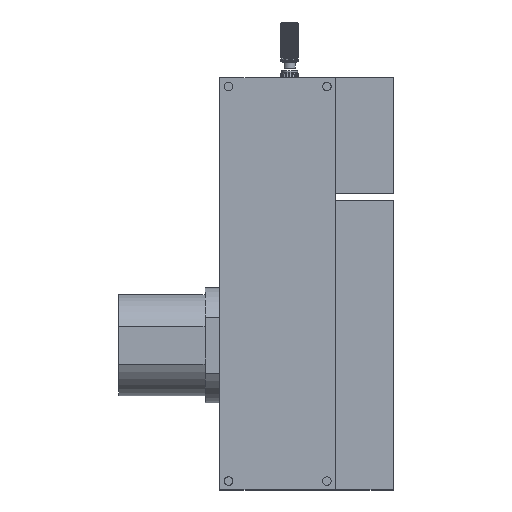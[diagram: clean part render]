
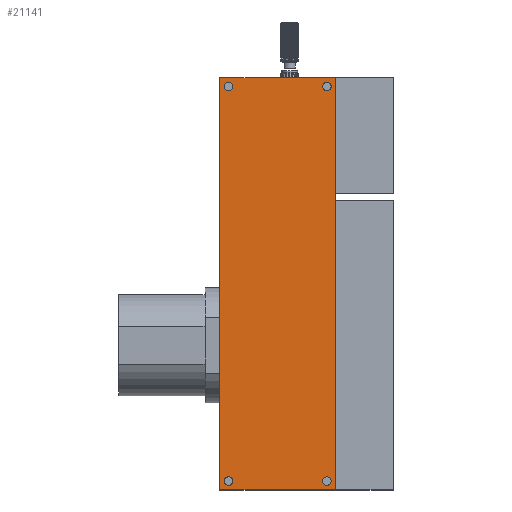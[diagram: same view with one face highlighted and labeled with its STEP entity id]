
A CAD part, top view. The second image highlights one B-rep face of the part: STEP entity #21141.
In plain terms, the highlighted planar face has unit normal (0, 0, 1).
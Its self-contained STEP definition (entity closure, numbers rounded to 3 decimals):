
#643=FACE_BOUND('',#3739,.T.);
#644=FACE_BOUND('',#3740,.T.);
#645=FACE_BOUND('',#3741,.T.);
#646=FACE_BOUND('',#3742,.T.);
#1389=PLANE('',#23048);
#2487=FACE_OUTER_BOUND('',#3738,.T.);
#3738=EDGE_LOOP('',(#18830,#18831,#18832,#18833));
#3739=EDGE_LOOP('',(#18834));
#3740=EDGE_LOOP('',(#18835));
#3741=EDGE_LOOP('',(#18836));
#3742=EDGE_LOOP('',(#18837));
#5662=LINE('',#35369,#7757);
#5667=LINE('',#35387,#7762);
#5670=LINE('',#35393,#7765);
#5673=LINE('',#35397,#7768);
#7757=VECTOR('',#28183,10.);
#7762=VECTOR('',#28202,10.);
#7765=VECTOR('',#28207,10.);
#7768=VECTOR('',#28212,10.);
#8609=CIRCLE('',#23034,1.5);
#8611=CIRCLE('',#23037,1.5);
#8613=CIRCLE('',#23041,1.5);
#8615=CIRCLE('',#23044,1.5);
#10362=VERTEX_POINT('',#35353);
#10364=VERTEX_POINT('',#35359);
#10367=VERTEX_POINT('',#35366);
#10368=VERTEX_POINT('',#35368);
#10370=VERTEX_POINT('',#35374);
#10372=VERTEX_POINT('',#35380);
#10374=VERTEX_POINT('',#35386);
#10376=VERTEX_POINT('',#35392);
#13210=EDGE_CURVE('',#10362,#10362,#8609,.T.);
#13213=EDGE_CURVE('',#10364,#10364,#8611,.T.);
#13216=EDGE_CURVE('',#10368,#10367,#5662,.T.);
#13220=EDGE_CURVE('',#10370,#10370,#8613,.T.);
#13223=EDGE_CURVE('',#10372,#10372,#8615,.T.);
#13225=EDGE_CURVE('',#10374,#10368,#5667,.T.);
#13228=EDGE_CURVE('',#10376,#10374,#5670,.T.);
#13231=EDGE_CURVE('',#10367,#10376,#5673,.T.);
#18830=ORIENTED_EDGE('',*,*,#13231,.T.);
#18831=ORIENTED_EDGE('',*,*,#13228,.T.);
#18832=ORIENTED_EDGE('',*,*,#13225,.T.);
#18833=ORIENTED_EDGE('',*,*,#13216,.T.);
#18834=ORIENTED_EDGE('',*,*,#13213,.T.);
#18835=ORIENTED_EDGE('',*,*,#13210,.T.);
#18836=ORIENTED_EDGE('',*,*,#13220,.T.);
#18837=ORIENTED_EDGE('',*,*,#13223,.T.);
#21141=ADVANCED_FACE('',(#2487,#643,#644,#645,#646),#1389,.T.);
#23034=AXIS2_PLACEMENT_3D('',#35355,#28170,#28171);
#23037=AXIS2_PLACEMENT_3D('',#35361,#28177,#28178);
#23041=AXIS2_PLACEMENT_3D('',#35376,#28190,#28191);
#23044=AXIS2_PLACEMENT_3D('',#35382,#28197,#28198);
#23048=AXIS2_PLACEMENT_3D('',#35398,#28213,#28214);
#28170=DIRECTION('center_axis',(0.,0.,-1.));
#28171=DIRECTION('ref_axis',(-1.,0.,0.));
#28177=DIRECTION('center_axis',(0.,0.,-1.));
#28178=DIRECTION('ref_axis',(-1.,0.,0.));
#28183=DIRECTION('',(1.,0.,0.));
#28190=DIRECTION('center_axis',(0.,0.,-1.));
#28191=DIRECTION('ref_axis',(-1.,0.,0.));
#28197=DIRECTION('center_axis',(0.,0.,-1.));
#28198=DIRECTION('ref_axis',(-1.,0.,0.));
#28202=DIRECTION('',(0.,-1.,0.));
#28207=DIRECTION('',(-1.,0.,0.));
#28212=DIRECTION('',(0.,1.,0.));
#28213=DIRECTION('center_axis',(0.,0.,1.));
#28214=DIRECTION('ref_axis',(1.,0.,0.));
#35353=CARTESIAN_POINT('',(1.318,-35.238,34.5));
#35355=CARTESIAN_POINT('Origin',(-0.182,-35.238,34.5));
#35359=CARTESIAN_POINT('',(35.318,-35.238,34.5));
#35361=CARTESIAN_POINT('Origin',(33.818,-35.238,34.5));
#35366=CARTESIAN_POINT('',(36.818,-38.238,34.5));
#35368=CARTESIAN_POINT('',(-3.182,-38.238,34.5));
#35369=CARTESIAN_POINT('',(-3.182,-38.238,34.5));
#35374=CARTESIAN_POINT('',(35.318,101.262,34.5));
#35376=CARTESIAN_POINT('Origin',(33.818,101.262,34.5));
#35380=CARTESIAN_POINT('',(1.318,101.262,34.5));
#35382=CARTESIAN_POINT('Origin',(-0.182,101.262,34.5));
#35386=CARTESIAN_POINT('',(-3.182,104.262,34.5));
#35387=CARTESIAN_POINT('',(-3.182,61.762,34.5));
#35392=CARTESIAN_POINT('',(36.818,104.262,34.5));
#35393=CARTESIAN_POINT('',(-3.182,104.262,34.5));
#35397=CARTESIAN_POINT('',(36.818,-38.238,34.5));
#35398=CARTESIAN_POINT('Origin',(16.818,83.012,34.5));
